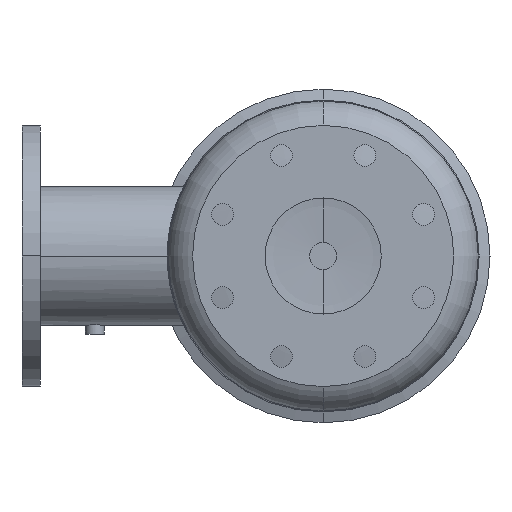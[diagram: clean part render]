
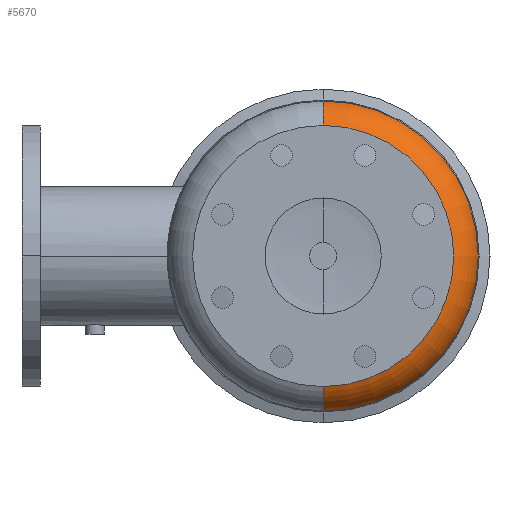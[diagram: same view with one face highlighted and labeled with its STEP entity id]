
A CAD part, front view. The second image highlights one B-rep face of the part: STEP entity #5670.
In plain terms, the highlighted toroidal (fillet/blend) face has major radius 100.132 mm and minor radius 37.127 mm.
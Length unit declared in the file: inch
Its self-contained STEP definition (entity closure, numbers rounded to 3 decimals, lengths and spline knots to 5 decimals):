
#130 = DIRECTION ( 'NONE',  ( 0., 0., 1. ) ) ;
#244 = VERTEX_POINT ( 'NONE', #5781 ) ;
#500 = AXIS2_PLACEMENT_3D ( 'NONE', #698, #1162, #1596 ) ;
#698 = CARTESIAN_POINT ( 'NONE',  ( 0., 6.34888, 0. ) ) ;
#965 = EDGE_CURVE ( 'NONE', #244, #2246, #5410, .T. ) ;
#1055 = ORIENTED_EDGE ( 'NONE', *, *, #5855, .F. ) ;
#1162 = DIRECTION ( 'NONE',  ( 0., -1., 0. ) ) ;
#1235 = EDGE_CURVE ( 'NONE', #4284, #244, #4694, .T. ) ;
#1364 = TOROIDAL_SURFACE ( 'NONE', #3672, 3.94219, 1.46171 ) ;
#1465 = CARTESIAN_POINT ( 'NONE',  ( 0., 7.36306, 0. ) ) ;
#1596 = DIRECTION ( 'NONE',  ( 0., 0., -1. ) ) ;
#1772 = VERTEX_POINT ( 'NONE', #2079 ) ;
#1878 = EDGE_CURVE ( 'NONE', #1772, #2246, #2817, .T. ) ;
#2079 = CARTESIAN_POINT ( 'NONE',  ( 0., 6.34888, -4.2609 ) ) ;
#2237 = CARTESIAN_POINT ( 'NONE',  ( 0., 6.34888, 4.2609 ) ) ;
#2246 = VERTEX_POINT ( 'NONE', #2237 ) ;
#2293 = ORIENTED_EDGE ( 'NONE', *, *, #965, .T. ) ;
#2433 = FACE_OUTER_BOUND ( 'NONE', #4813, .T. ) ;
#2548 = AXIS2_PLACEMENT_3D ( 'NONE', #4995, #2776, #5483 ) ;
#2758 = DIRECTION ( 'NONE',  ( -1., 0., 0. ) ) ;
#2776 = DIRECTION ( 'NONE',  ( 1., 0., 0. ) ) ;
#2817 = CIRCLE ( 'NONE', #500, 4.2609 ) ;
#3138 = DIRECTION ( 'NONE',  ( 0., 0., 1. ) ) ;
#3215 = DIRECTION ( 'NONE',  ( 0., -1., 0. ) ) ;
#3292 = ORIENTED_EDGE ( 'NONE', *, *, #1235, .T. ) ;
#3433 = AXIS2_PLACEMENT_3D ( 'NONE', #1465, #4716, #130 ) ;
#3656 = CIRCLE ( 'NONE', #4601, 1.46171 ) ;
#3672 = AXIS2_PLACEMENT_3D ( 'NONE', #5025, #3215, #5068 ) ;
#3683 = CARTESIAN_POINT ( 'NONE',  ( 0., 7.77542, -3.94219 ) ) ;
#4284 = VERTEX_POINT ( 'NONE', #4709 ) ;
#4550 = ORIENTED_EDGE ( 'NONE', *, *, #1878, .F. ) ;
#4601 = AXIS2_PLACEMENT_3D ( 'NONE', #3683, #2758, #3138 ) ;
#4694 = CIRCLE ( 'NONE', #3433, 5.34454 ) ;
#4709 = CARTESIAN_POINT ( 'NONE',  ( 0., 7.36306, -5.34454 ) ) ;
#4716 = DIRECTION ( 'NONE',  ( 0., -1., 0. ) ) ;
#4813 = EDGE_LOOP ( 'NONE', ( #3292, #2293, #4550, #1055 ) ) ;
#4995 = CARTESIAN_POINT ( 'NONE',  ( 0., 7.77542, 3.94219 ) ) ;
#5025 = CARTESIAN_POINT ( 'NONE',  ( 0., 7.77542, 0. ) ) ;
#5068 = DIRECTION ( 'NONE',  ( 0., 0., -1. ) ) ;
#5410 = CIRCLE ( 'NONE', #2548, 1.46171 ) ;
#5483 = DIRECTION ( 'NONE',  ( 0., 0., -1. ) ) ;
#5670 = ADVANCED_FACE ( 'NONE', ( #2433 ), #1364, .T. ) ;
#5781 = CARTESIAN_POINT ( 'NONE',  ( 0., 7.36306, 5.34454 ) ) ;
#5855 = EDGE_CURVE ( 'NONE', #4284, #1772, #3656, .T. ) ;
